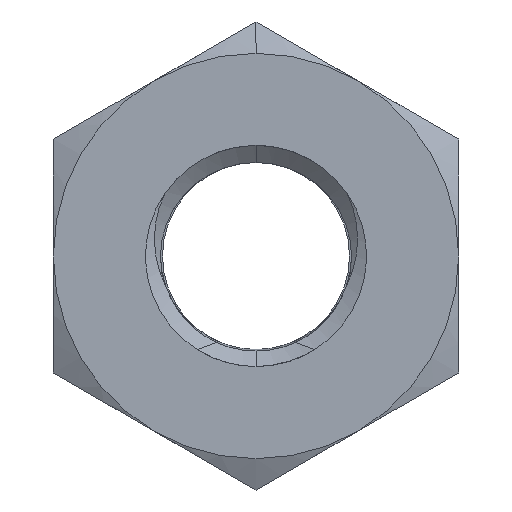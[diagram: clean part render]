
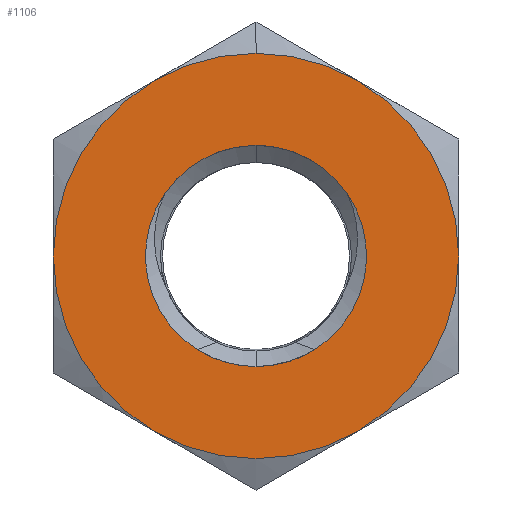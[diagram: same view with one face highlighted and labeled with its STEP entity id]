
A CAD part, front view. The second image highlights one B-rep face of the part: STEP entity #1106.
In plain terms, the highlighted planar face has unit normal (0, -1, 0).
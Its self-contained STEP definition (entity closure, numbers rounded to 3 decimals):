
#8 = DIRECTION ( 'NONE',  ( 0., -1., 0. ) ) ;
#30 = CARTESIAN_POINT ( 'NONE',  ( 1.375, 0., -2.382 ) ) ;
#36 = VERTEX_POINT ( 'NONE', #1323 ) ;
#56 = DIRECTION ( 'NONE',  ( 0., 0., -1. ) ) ;
#63 = VERTEX_POINT ( 'NONE', #1517 ) ;
#73 = ORIENTED_EDGE ( 'NONE', *, *, #2100, .T. ) ;
#97 = AXIS2_PLACEMENT_3D ( 'NONE', #2179, #3206, #1167 ) ;
#112 = ORIENTED_EDGE ( 'NONE', *, *, #1744, .T. ) ;
#124 = CARTESIAN_POINT ( 'NONE',  ( 0.798, 0., -1.27 ) ) ;
#199 = CARTESIAN_POINT ( 'NONE',  ( 0.048, 0., 1.499 ) ) ;
#219 = DIRECTION ( 'NONE',  ( 0., 0., -1. ) ) ;
#268 = CIRCLE ( 'NONE', #97, 1.5 ) ;
#293 = EDGE_CURVE ( 'NONE', #1210, #557, #834, .T. ) ;
#297 = CARTESIAN_POINT ( 'NONE',  ( 0., 0., 2.75 ) ) ;
#310 = CARTESIAN_POINT ( 'NONE',  ( 0., 0., 0. ) ) ;
#318 = CARTESIAN_POINT ( 'NONE',  ( -0.016, 0., 1.5 ) ) ;
#351 = CIRCLE ( 'NONE', #1216, 2.75 ) ;
#378 = EDGE_CURVE ( 'NONE', #1185, #1654, #1501, .T. ) ;
#431 = VERTEX_POINT ( 'NONE', #526 ) ;
#459 = CARTESIAN_POINT ( 'NONE',  ( 0., 0., 1.5 ) ) ;
#499 = DIRECTION ( 'NONE',  ( 0., -1., 0. ) ) ;
#504 = EDGE_CURVE ( 'NONE', #1306, #2060, #2014, .T. ) ;
#522 = DIRECTION ( 'NONE',  ( 0., -1., 0. ) ) ;
#526 = CARTESIAN_POINT ( 'NONE',  ( -2.75, 0., 0. ) ) ;
#541 = CARTESIAN_POINT ( 'NONE',  ( 0., 0., 0. ) ) ;
#557 = VERTEX_POINT ( 'NONE', #3136 ) ;
#572 = AXIS2_PLACEMENT_3D ( 'NONE', #2262, #499, #2761 ) ;
#580 = DIRECTION ( 'NONE',  ( 0., 0., -1. ) ) ;
#592 = CARTESIAN_POINT ( 'NONE',  ( 0., 0., 0. ) ) ;
#603 = DIRECTION ( 'NONE',  ( 0., -1., 0. ) ) ;
#653 = VERTEX_POINT ( 'NONE', #919 ) ;
#660 = ORIENTED_EDGE ( 'NONE', *, *, #1842, .F. ) ;
#667 = CARTESIAN_POINT ( 'NONE',  ( -0.798, 0., -1.27 ) ) ;
#690 = CIRCLE ( 'NONE', #2916, 2.75 ) ;
#753 = ORIENTED_EDGE ( 'NONE', *, *, #2508, .T. ) ;
#768 = CARTESIAN_POINT ( 'NONE',  ( 0., 0., 0. ) ) ;
#785 = DIRECTION ( 'NONE',  ( 0., 0., -1. ) ) ;
#809 = DIRECTION ( 'NONE',  ( 0., 0., -1. ) ) ;
#823 = CARTESIAN_POINT ( 'NONE',  ( 0., 0., 0. ) ) ;
#832 = DIRECTION ( 'NONE',  ( 0., -1., 0. ) ) ;
#834 = B_SPLINE_CURVE_WITH_KNOTS ( 'NONE', 3,
 ( #1992, #1029, #3253, #459 ),
 .UNSPECIFIED., .F., .F.,
 ( 4, 4 ),
 ( 0., 0.5 ),
 .UNSPECIFIED. ) ;
#846 = CARTESIAN_POINT ( 'NONE',  ( -1.375, 0., -2.382 ) ) ;
#858 = DIRECTION ( 'NONE',  ( 0., 0., -1. ) ) ;
#919 = CARTESIAN_POINT ( 'NONE',  ( -0.048, 0., 1.499 ) ) ;
#940 = FACE_OUTER_BOUND ( 'NONE', #2971, .T. ) ;
#969 = EDGE_CURVE ( 'NONE', #975, #2204, #2248, .T. ) ;
#975 = VERTEX_POINT ( 'NONE', #846 ) ;
#987 = CARTESIAN_POINT ( 'NONE',  ( -1.375, 0., 2.382 ) ) ;
#995 = DIRECTION ( 'NONE',  ( 0., -1., 0. ) ) ;
#1029 = CARTESIAN_POINT ( 'NONE',  ( 0.032, 0., 1.5 ) ) ;
#1034 = B_SPLINE_CURVE_WITH_KNOTS ( 'NONE', 3,
 ( #2136, #318, #3125, #2891 ),
 .UNSPECIFIED., .F., .F.,
 ( 4, 4 ),
 ( 0.5, 1. ),
 .UNSPECIFIED. ) ;
#1055 = CARTESIAN_POINT ( 'NONE',  ( 0., 0., 0. ) ) ;
#1070 = AXIS2_PLACEMENT_3D ( 'NONE', #310, #1867, #580 ) ;
#1072 = DIRECTION ( 'NONE',  ( 0., 0., -1. ) ) ;
#1085 = AXIS2_PLACEMENT_3D ( 'NONE', #1433, #2423, #1694 ) ;
#1106 = ADVANCED_FACE ( 'NONE', ( #940, #2495 ), #2691, .T. ) ;
#1111 = CARTESIAN_POINT ( 'NONE',  ( 0., 0., 0. ) ) ;
#1120 = EDGE_CURVE ( 'NONE', #1695, #1185, #2715, .T. ) ;
#1167 = DIRECTION ( 'NONE',  ( 0., 0., -1. ) ) ;
#1177 = CIRCLE ( 'NONE', #2978, 2.75 ) ;
#1185 = VERTEX_POINT ( 'NONE', #2732 ) ;
#1210 = VERTEX_POINT ( 'NONE', #199 ) ;
#1216 = AXIS2_PLACEMENT_3D ( 'NONE', #2232, #995, #1243 ) ;
#1243 = DIRECTION ( 'NONE',  ( 0., 0., -1. ) ) ;
#1306 = VERTEX_POINT ( 'NONE', #297 ) ;
#1323 = CARTESIAN_POINT ( 'NONE',  ( 1.237, 0., 0.848 ) ) ;
#1368 = EDGE_LOOP ( 'NONE', ( #2274, #1697, #2985, #2254, #2975, #1819, #1629, #660 ) ) ;
#1420 = CIRCLE ( 'NONE', #1556, 2.75 ) ;
#1433 = CARTESIAN_POINT ( 'NONE',  ( 2.75, 0., -1.588 ) ) ;
#1461 = EDGE_CURVE ( 'NONE', #557, #653, #1034, .T. ) ;
#1501 = CIRCLE ( 'NONE', #572, 1.5 ) ;
#1517 = CARTESIAN_POINT ( 'NONE',  ( 1.375, 0., 2.382 ) ) ;
#1556 = AXIS2_PLACEMENT_3D ( 'NONE', #1111, #832, #858 ) ;
#1629 = ORIENTED_EDGE ( 'NONE', *, *, #293, .F. ) ;
#1635 = AXIS2_PLACEMENT_3D ( 'NONE', #1752, #522, #219 ) ;
#1654 = VERTEX_POINT ( 'NONE', #124 ) ;
#1694 = DIRECTION ( 'NONE',  ( 0., 0., -1. ) ) ;
#1695 = VERTEX_POINT ( 'NONE', #667 ) ;
#1697 = ORIENTED_EDGE ( 'NONE', *, *, #378, .F. ) ;
#1699 = EDGE_CURVE ( 'NONE', #2060, #431, #351, .T. ) ;
#1744 = EDGE_CURVE ( 'NONE', #2204, #2725, #2823, .T. ) ;
#1752 = CARTESIAN_POINT ( 'NONE',  ( 0., 0., 0. ) ) ;
#1795 = DIRECTION ( 'NONE',  ( 0., -1., 0. ) ) ;
#1819 = ORIENTED_EDGE ( 'NONE', *, *, #1461, .F. ) ;
#1842 = EDGE_CURVE ( 'NONE', #36, #1210, #2320, .T. ) ;
#1843 = AXIS2_PLACEMENT_3D ( 'NONE', #592, #2878, #56 ) ;
#1867 = DIRECTION ( 'NONE',  ( 0., -1., 0. ) ) ;
#1967 = ORIENTED_EDGE ( 'NONE', *, *, #969, .T. ) ;
#1975 = CARTESIAN_POINT ( 'NONE',  ( 0., 0., 0. ) ) ;
#1988 = DIRECTION ( 'NONE',  ( 0., 0., -1. ) ) ;
#1992 = CARTESIAN_POINT ( 'NONE',  ( 0.048, 0., 1.499 ) ) ;
#2014 = CIRCLE ( 'NONE', #1843, 2.75 ) ;
#2042 = AXIS2_PLACEMENT_3D ( 'NONE', #2624, #2603, #3111 ) ;
#2060 = VERTEX_POINT ( 'NONE', #987 ) ;
#2100 = EDGE_CURVE ( 'NONE', #431, #975, #690, .T. ) ;
#2136 = CARTESIAN_POINT ( 'NONE',  ( 0., 0., 1.5 ) ) ;
#2179 = CARTESIAN_POINT ( 'NONE',  ( 0., 0., 0. ) ) ;
#2204 = VERTEX_POINT ( 'NONE', #30 ) ;
#2232 = CARTESIAN_POINT ( 'NONE',  ( 0., 0., 0. ) ) ;
#2238 = ORIENTED_EDGE ( 'NONE', *, *, #2805, .T. ) ;
#2248 = CIRCLE ( 'NONE', #2837, 2.75 ) ;
#2254 = ORIENTED_EDGE ( 'NONE', *, *, #3026, .F. ) ;
#2262 = CARTESIAN_POINT ( 'NONE',  ( 0., 0., 0. ) ) ;
#2267 = EDGE_CURVE ( 'NONE', #1654, #36, #2714, .T. ) ;
#2274 = ORIENTED_EDGE ( 'NONE', *, *, #2267, .F. ) ;
#2306 = CARTESIAN_POINT ( 'NONE',  ( 2.75, 0., 0. ) ) ;
#2320 = CIRCLE ( 'NONE', #2042, 1.5 ) ;
#2334 = DIRECTION ( 'NONE',  ( 0., -1., 0. ) ) ;
#2400 = AXIS2_PLACEMENT_3D ( 'NONE', #1975, #2970, #1988 ) ;
#2423 = DIRECTION ( 'NONE',  ( 0., -1., 0. ) ) ;
#2475 = AXIS2_PLACEMENT_3D ( 'NONE', #541, #8, #809 ) ;
#2495 = FACE_BOUND ( 'NONE', #1368, .T. ) ;
#2508 = EDGE_CURVE ( 'NONE', #2725, #63, #1177, .T. ) ;
#2603 = DIRECTION ( 'NONE',  ( 0., -1., 0. ) ) ;
#2624 = CARTESIAN_POINT ( 'NONE',  ( 0., 0., 0. ) ) ;
#2631 = ORIENTED_EDGE ( 'NONE', *, *, #1699, .T. ) ;
#2641 = VERTEX_POINT ( 'NONE', #3282 ) ;
#2691 = PLANE ( 'NONE',  #1085 ) ;
#2714 = CIRCLE ( 'NONE', #1070, 1.5 ) ;
#2715 = CIRCLE ( 'NONE', #2400, 1.5 ) ;
#2725 = VERTEX_POINT ( 'NONE', #2306 ) ;
#2732 = CARTESIAN_POINT ( 'NONE',  ( 0., 0., -1.5 ) ) ;
#2750 = CIRCLE ( 'NONE', #2475, 1.5 ) ;
#2761 = DIRECTION ( 'NONE',  ( 0., 0., -1. ) ) ;
#2765 = ORIENTED_EDGE ( 'NONE', *, *, #504, .T. ) ;
#2766 = EDGE_CURVE ( 'NONE', #653, #2641, #2750, .T. ) ;
#2805 = EDGE_CURVE ( 'NONE', #63, #1306, #1420, .T. ) ;
#2823 = CIRCLE ( 'NONE', #1635, 2.75 ) ;
#2837 = AXIS2_PLACEMENT_3D ( 'NONE', #823, #603, #2869 ) ;
#2869 = DIRECTION ( 'NONE',  ( 0., 0., -1. ) ) ;
#2878 = DIRECTION ( 'NONE',  ( 0., -1., 0. ) ) ;
#2891 = CARTESIAN_POINT ( 'NONE',  ( -0.048, 0., 1.499 ) ) ;
#2916 = AXIS2_PLACEMENT_3D ( 'NONE', #768, #2334, #1072 ) ;
#2970 = DIRECTION ( 'NONE',  ( 0., -1., 0. ) ) ;
#2971 = EDGE_LOOP ( 'NONE', ( #73, #1967, #112, #753, #2238, #2765, #2631 ) ) ;
#2975 = ORIENTED_EDGE ( 'NONE', *, *, #2766, .F. ) ;
#2978 = AXIS2_PLACEMENT_3D ( 'NONE', #1055, #1795, #785 ) ;
#2985 = ORIENTED_EDGE ( 'NONE', *, *, #1120, .F. ) ;
#3026 = EDGE_CURVE ( 'NONE', #2641, #1695, #268, .T. ) ;
#3111 = DIRECTION ( 'NONE',  ( 0., 0., -1. ) ) ;
#3125 = CARTESIAN_POINT ( 'NONE',  ( -0.032, 0., 1.5 ) ) ;
#3136 = CARTESIAN_POINT ( 'NONE',  ( 0., 0., 1.5 ) ) ;
#3206 = DIRECTION ( 'NONE',  ( 0., -1., 0. ) ) ;
#3253 = CARTESIAN_POINT ( 'NONE',  ( 0.016, 0., 1.5 ) ) ;
#3282 = CARTESIAN_POINT ( 'NONE',  ( -1.237, 0., 0.848 ) ) ;
